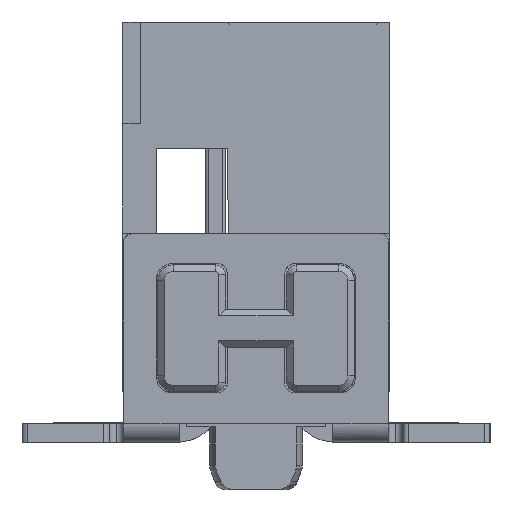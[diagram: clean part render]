
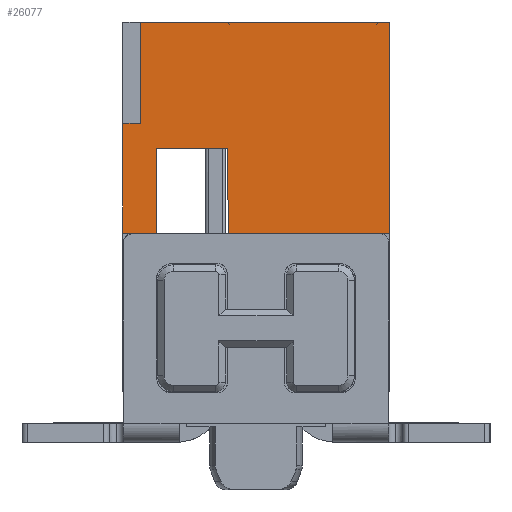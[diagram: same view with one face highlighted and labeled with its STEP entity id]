
A CAD part, left-side view. The second image highlights one B-rep face of the part: STEP entity #26077.
In plain terms, the highlighted planar face has unit normal (-1, 0, 0).
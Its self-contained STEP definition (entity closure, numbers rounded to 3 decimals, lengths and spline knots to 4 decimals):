
#26036=AXIS2_PLACEMENT_3D('Plane Axis2P3D',#26033,#26034,#26035) ;
#9798=CARTESIAN_POINT('Vertex',(1.165,1.6,7.38)) ;
#9801=CARTESIAN_POINT('Line Origine',(1.165,1.6,5.715)) ;
#9805=CARTESIAN_POINT('Vertex',(1.165,1.6,4.05)) ;
#10777=CARTESIAN_POINT('Vertex',(1.165,4.1392,4.05)) ;
#10780=CARTESIAN_POINT('Line Origine',(1.165,4.1421,4.715)) ;
#10784=CARTESIAN_POINT('Vertex',(1.165,4.145,5.38)) ;
#23113=CARTESIAN_POINT('Vertex',(1.165,5.275,5.38)) ;
#23116=CARTESIAN_POINT('Line Origine',(1.165,5.275,4.715)) ;
#23120=CARTESIAN_POINT('Vertex',(1.165,5.275,4.05)) ;
#23657=CARTESIAN_POINT('Vertex',(1.165,5.8,4.05)) ;
#23660=CARTESIAN_POINT('Line Origine',(1.165,5.8,4.915)) ;
#23664=CARTESIAN_POINT('Vertex',(1.165,5.8,5.78)) ;
#25947=CARTESIAN_POINT('Vertex',(1.165,5.525,7.38)) ;
#25950=CARTESIAN_POINT('Line Origine',(1.165,3.5625,7.38)) ;
#26033=CARTESIAN_POINT('Axis2P3D Location',(1.165,6.0561,3.5794)) ;
#26038=CARTESIAN_POINT('Line Origine',(1.165,5.6625,5.78)) ;
#26042=CARTESIAN_POINT('Vertex',(1.165,5.525,5.78)) ;
#26045=CARTESIAN_POINT('Line Origine',(1.165,5.5375,4.05)) ;
#26050=CARTESIAN_POINT('Line Origine',(1.165,4.71,5.38)) ;
#26055=CARTESIAN_POINT('Line Origine',(1.165,2.8696,4.05)) ;
#26060=CARTESIAN_POINT('Line Origine',(1.165,5.525,6.58)) ;
#9802=DIRECTION('Vector Direction',(0.,0.,-1.)) ;
#10781=DIRECTION('Vector Direction',(0.,-0.004,-1.)) ;
#23117=DIRECTION('Vector Direction',(0.,0.,1.)) ;
#23661=DIRECTION('Vector Direction',(0.,0.,-1.)) ;
#25951=DIRECTION('Vector Direction',(0.,-1.,0.)) ;
#26034=DIRECTION('Axis2P3D Direction',(-1.,0.,0.)) ;
#26035=DIRECTION('Axis2P3D XDirection',(0.,-1.,0.)) ;
#26039=DIRECTION('Vector Direction',(0.,1.,0.)) ;
#26046=DIRECTION('Vector Direction',(0.,-1.,0.)) ;
#26051=DIRECTION('Vector Direction',(0.,-1.,0.)) ;
#26056=DIRECTION('Vector Direction',(0.,-1.,0.)) ;
#26061=DIRECTION('Vector Direction',(0.,0.,-1.)) ;
#9803=VECTOR('Line Direction',#9802,1.) ;
#10782=VECTOR('Line Direction',#10781,1.) ;
#23118=VECTOR('Line Direction',#23117,1.) ;
#23662=VECTOR('Line Direction',#23661,1.) ;
#25952=VECTOR('Line Direction',#25951,1.) ;
#26040=VECTOR('Line Direction',#26039,1.) ;
#26047=VECTOR('Line Direction',#26046,1.) ;
#26052=VECTOR('Line Direction',#26051,1.) ;
#26057=VECTOR('Line Direction',#26056,1.) ;
#26062=VECTOR('Line Direction',#26061,1.) ;
#26066=ORIENTED_EDGE('',*,*,#26044,.T.) ;
#26067=ORIENTED_EDGE('',*,*,#23666,.T.) ;
#26068=ORIENTED_EDGE('',*,*,#26049,.T.) ;
#26069=ORIENTED_EDGE('',*,*,#23122,.T.) ;
#26070=ORIENTED_EDGE('',*,*,#26054,.T.) ;
#26071=ORIENTED_EDGE('',*,*,#10786,.T.) ;
#26072=ORIENTED_EDGE('',*,*,#26059,.T.) ;
#26073=ORIENTED_EDGE('',*,*,#9807,.F.) ;
#26074=ORIENTED_EDGE('',*,*,#25954,.F.) ;
#26075=ORIENTED_EDGE('',*,*,#26064,.T.) ;
#26077=ADVANCED_FACE('Hauptk\X2\00F6\X0\rper',(#26076),#26037,.T.) ;
#9807=EDGE_CURVE('',#9799,#9806,#9804,.T.) ;
#10786=EDGE_CURVE('',#10785,#10778,#10783,.T.) ;
#23122=EDGE_CURVE('',#23121,#23114,#23119,.T.) ;
#23666=EDGE_CURVE('',#23665,#23658,#23663,.T.) ;
#25954=EDGE_CURVE('',#25948,#9799,#25953,.T.) ;
#26044=EDGE_CURVE('',#26043,#23665,#26041,.T.) ;
#26049=EDGE_CURVE('',#23658,#23121,#26048,.T.) ;
#26054=EDGE_CURVE('',#23114,#10785,#26053,.T.) ;
#26059=EDGE_CURVE('',#10778,#9806,#26058,.T.) ;
#26064=EDGE_CURVE('',#25948,#26043,#26063,.T.) ;
#26065=EDGE_LOOP('',(#26066,#26067,#26068,#26069,#26070,#26071,#26072,#26073,#26074,#26075)) ;
#26076=FACE_OUTER_BOUND('',#26065,.T.) ;
#9804=LINE('Line',#9801,#9803) ;
#10783=LINE('Line',#10780,#10782) ;
#23119=LINE('Line',#23116,#23118) ;
#23663=LINE('Line',#23660,#23662) ;
#25953=LINE('Line',#25950,#25952) ;
#26041=LINE('Line',#26038,#26040) ;
#26048=LINE('Line',#26045,#26047) ;
#26053=LINE('Line',#26050,#26052) ;
#26058=LINE('Line',#26055,#26057) ;
#26063=LINE('Line',#26060,#26062) ;
#26037=PLANE('',#26036) ;
#9799=VERTEX_POINT('',#9798) ;
#9806=VERTEX_POINT('',#9805) ;
#10778=VERTEX_POINT('',#10777) ;
#10785=VERTEX_POINT('',#10784) ;
#23114=VERTEX_POINT('',#23113) ;
#23121=VERTEX_POINT('',#23120) ;
#23658=VERTEX_POINT('',#23657) ;
#23665=VERTEX_POINT('',#23664) ;
#25948=VERTEX_POINT('',#25947) ;
#26043=VERTEX_POINT('',#26042) ;
